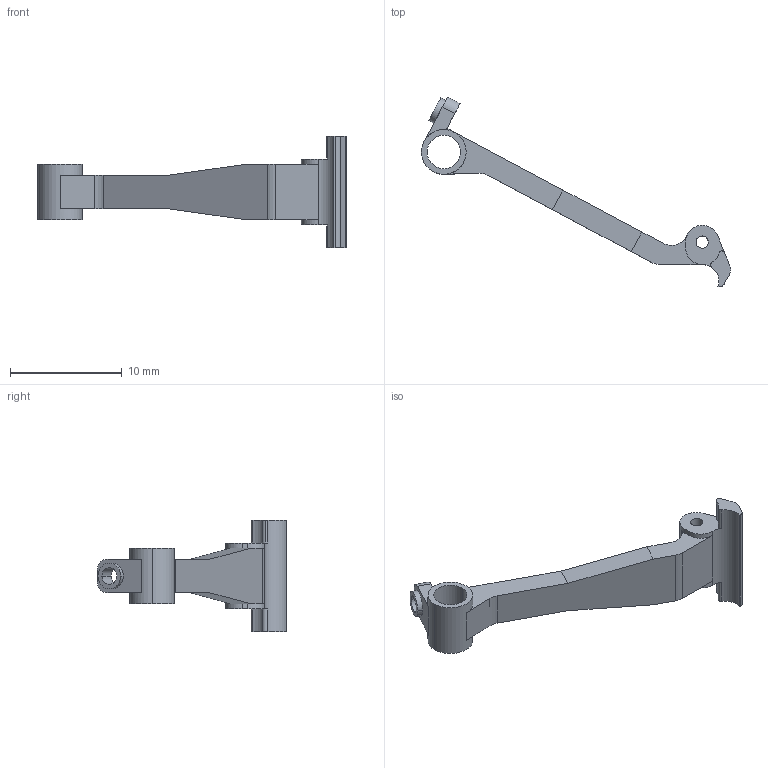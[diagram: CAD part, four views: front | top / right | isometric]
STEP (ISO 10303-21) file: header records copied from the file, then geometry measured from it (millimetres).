
FILE_DESCRIPTION (( 'STEP AP214' ), '1' );
FILE_NAME ('Mors mobile_a.STEP', '2020-06-16T21:14:26', ( '' ), ( '' ), 'SwSTEP 2.0', 'SolidWorks 2014', '' );
FILE_SCHEMA (( 'AUTOMOTIVE_DESIGN' ));
Length unit declared in the file: millimetre
Products named in the file (1): Mors mobile_a
Bounding box: 27.65 x 16.97 x 10 mm (x, y, z)
Volume: 288.9 mm3; surface area: 560.8 mm2
Topology: 1 solids, 1 shells, 56 faces, 155 edges, 102 vertices
Faces by surface type: cylinder 28, plane 28
Entity records: 1859 total; most frequent: DIRECTION 335, CARTESIAN_POINT 314, ORIENTED_EDGE 310, EDGE_CURVE 155, AXIS2_PLACEMENT_3D 123, VERTEX_POINT 102, LINE 89, VECTOR 89
